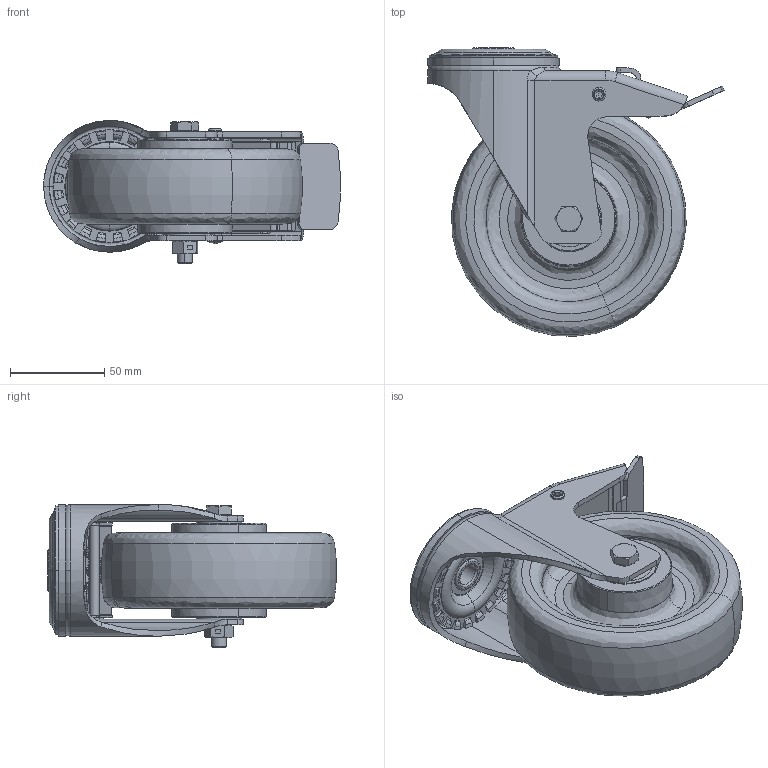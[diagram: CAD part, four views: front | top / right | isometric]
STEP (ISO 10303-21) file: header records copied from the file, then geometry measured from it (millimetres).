
FILE_DESCRIPTION (( 'STEP AP214' ), '1' );
FILE_NAME ('0055948.step', '2023-07-31T08:13:54', ( '' ), ( '' ), 'SwSTEP 2.0', 'SolidWorks 2020', '' );
FILE_SCHEMA (( 'AUTOMOTIVE_DESIGN' ));
Length unit declared in the file: millimetre
Products named in the file (1): 0055948
Bounding box: 157.58 x 153.32 x 76 mm (x, y, z)
Surface area: 180898.9 mm2 (no closed solid volume)
Topology: 0 solids, 26 shells, 934 faces, 2594 edges, 1698 vertices
Faces by surface type: plane 266, cylinder 230, bspline 170, cone 132, torus 120, sphere 16
Entity records: 47517 total; most frequent: CARTESIAN_POINT 14641, ORIENTED_EDGE 4755, DIRECTION 4469, EDGE_CURVE 2596, AXIS2_PLACEMENT_3D 1810, VERTEX_POINT 1700, CIRCLE 1045, EDGE_LOOP 1007
